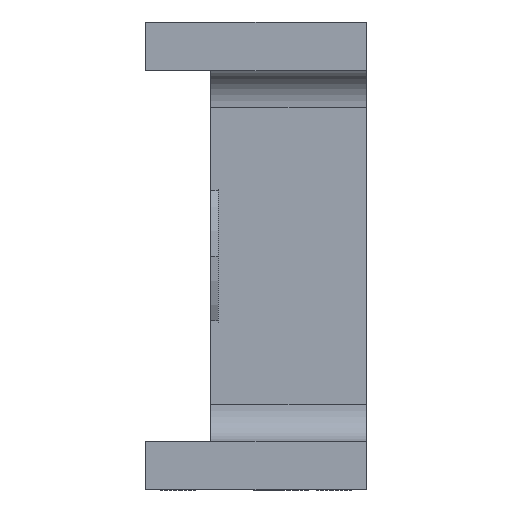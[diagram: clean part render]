
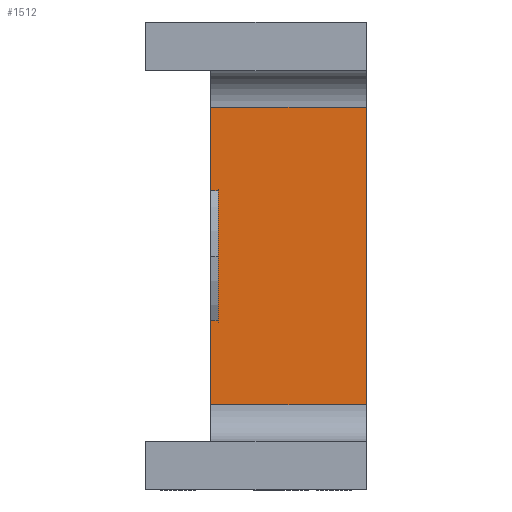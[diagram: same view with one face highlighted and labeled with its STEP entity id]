
A CAD part, front view. The second image highlights one B-rep face of the part: STEP entity #1512.
In plain terms, the highlighted planar face has unit normal (0, -1, 0).
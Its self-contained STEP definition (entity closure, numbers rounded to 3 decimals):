
#12 = LINE ( 'NONE', #582, #419 ) ;
#65 = PLANE ( 'NONE',  #1744 ) ;
#89 = EDGE_LOOP ( 'NONE', ( #599, #1253, #761, #1552, #1445, #641, #793, #898 ) ) ;
#137 = LINE ( 'NONE', #1574, #1622 ) ;
#162 = VECTOR ( 'NONE', #327, 1000. ) ;
#177 = EDGE_CURVE ( 'NONE', #1129, #234, #992, .T. ) ;
#180 = VERTEX_POINT ( 'NONE', #709 ) ;
#182 = VERTEX_POINT ( 'NONE', #975 ) ;
#192 = CARTESIAN_POINT ( 'NONE',  ( 15.692, 29.5, 23. ) ) ;
#198 = VECTOR ( 'NONE', #438, 1000. ) ;
#230 = CARTESIAN_POINT ( 'NONE',  ( 5., 29.5, 29.45 ) ) ;
#234 = VERTEX_POINT ( 'NONE', #1626 ) ;
#301 = VERTEX_POINT ( 'NONE', #1303 ) ;
#326 = DIRECTION ( 'NONE',  ( 1., 0., 0. ) ) ;
#327 = DIRECTION ( 'NONE',  ( -1., 0., 0. ) ) ;
#335 = EDGE_CURVE ( 'NONE', #234, #1629, #345, .T. ) ;
#345 = LINE ( 'NONE', #230, #831 ) ;
#349 = CARTESIAN_POINT ( 'NONE',  ( 17., 29.5, 6.55 ) ) ;
#386 = CARTESIAN_POINT ( 'NONE',  ( 5., 29.5, 6.55 ) ) ;
#400 = EDGE_CURVE ( 'NONE', #182, #301, #1696, .T. ) ;
#419 = VECTOR ( 'NONE', #1257, 1000. ) ;
#438 = DIRECTION ( 'NONE',  ( 0., 0., 1. ) ) ;
#447 = VECTOR ( 'NONE', #627, 1000. ) ;
#486 = LINE ( 'NONE', #1158, #1739 ) ;
#499 = VERTEX_POINT ( 'NONE', #386 ) ;
#505 = EDGE_CURVE ( 'NONE', #1720, #182, #137, .T. ) ;
#527 = EDGE_CURVE ( 'NONE', #180, #1629, #12, .T. ) ;
#549 = CARTESIAN_POINT ( 'NONE',  ( 5.6, 29.5, 23. ) ) ;
#570 = LINE ( 'NONE', #1635, #198 ) ;
#582 = CARTESIAN_POINT ( 'NONE',  ( 5., 29.5, 36. ) ) ;
#583 = CARTESIAN_POINT ( 'NONE',  ( 17., 29.5, 32.25 ) ) ;
#599 = ORIENTED_EDGE ( 'NONE', *, *, #177, .T. ) ;
#627 = DIRECTION ( 'NONE',  ( -1., 0., 0. ) ) ;
#641 = ORIENTED_EDGE ( 'NONE', *, *, #400, .T. ) ;
#699 = VECTOR ( 'NONE', #1114, 1000. ) ;
#709 = CARTESIAN_POINT ( 'NONE',  ( 5., 29.5, 23. ) ) ;
#730 = EDGE_CURVE ( 'NONE', #1720, #180, #1432, .T. ) ;
#739 = EDGE_CURVE ( 'NONE', #499, #1129, #486, .T. ) ;
#746 = FACE_OUTER_BOUND ( 'NONE', #89, .T. ) ;
#754 = DIRECTION ( 'NONE',  ( -1., 0., 0. ) ) ;
#761 = ORIENTED_EDGE ( 'NONE', *, *, #527, .F. ) ;
#764 = DIRECTION ( 'NONE',  ( 0., 1., 0. ) ) ;
#793 = ORIENTED_EDGE ( 'NONE', *, *, #1419, .F. ) ;
#797 = CARTESIAN_POINT ( 'NONE',  ( 5., 29.5, 29.45 ) ) ;
#831 = VECTOR ( 'NONE', #754, 1000. ) ;
#896 = CARTESIAN_POINT ( 'NONE',  ( 0., 29.5, 32.25 ) ) ;
#898 = ORIENTED_EDGE ( 'NONE', *, *, #739, .T. ) ;
#975 = CARTESIAN_POINT ( 'NONE',  ( 5.6, 29.5, 13. ) ) ;
#992 = LINE ( 'NONE', #583, #699 ) ;
#1114 = DIRECTION ( 'NONE',  ( 0., 0., 1. ) ) ;
#1129 = VERTEX_POINT ( 'NONE', #349 ) ;
#1158 = CARTESIAN_POINT ( 'NONE',  ( 17., 29.5, 6.55 ) ) ;
#1253 = ORIENTED_EDGE ( 'NONE', *, *, #335, .T. ) ;
#1257 = DIRECTION ( 'NONE',  ( 0., 0., 1. ) ) ;
#1303 = CARTESIAN_POINT ( 'NONE',  ( 5., 29.5, 13. ) ) ;
#1330 = DIRECTION ( 'NONE',  ( 0., 0., -1. ) ) ;
#1419 = EDGE_CURVE ( 'NONE', #499, #301, #570, .T. ) ;
#1432 = LINE ( 'NONE', #192, #447 ) ;
#1445 = ORIENTED_EDGE ( 'NONE', *, *, #505, .T. ) ;
#1512 = ADVANCED_FACE ( 'NONE', ( #746 ), #65, .F. ) ;
#1552 = ORIENTED_EDGE ( 'NONE', *, *, #730, .F. ) ;
#1574 = CARTESIAN_POINT ( 'NONE',  ( 5.6, 29.5, 13. ) ) ;
#1622 = VECTOR ( 'NONE', #1330, 1000. ) ;
#1626 = CARTESIAN_POINT ( 'NONE',  ( 17., 29.5, 29.45 ) ) ;
#1629 = VERTEX_POINT ( 'NONE', #797 ) ;
#1635 = CARTESIAN_POINT ( 'NONE',  ( 5., 29.5, 36. ) ) ;
#1696 = LINE ( 'NONE', #1703, #162 ) ;
#1697 = DIRECTION ( 'NONE',  ( 0., 0., 1. ) ) ;
#1703 = CARTESIAN_POINT ( 'NONE',  ( 15.692, 29.5, 13. ) ) ;
#1720 = VERTEX_POINT ( 'NONE', #549 ) ;
#1739 = VECTOR ( 'NONE', #326, 1000. ) ;
#1744 = AXIS2_PLACEMENT_3D ( 'NONE', #896, #764, #1697 ) ;
